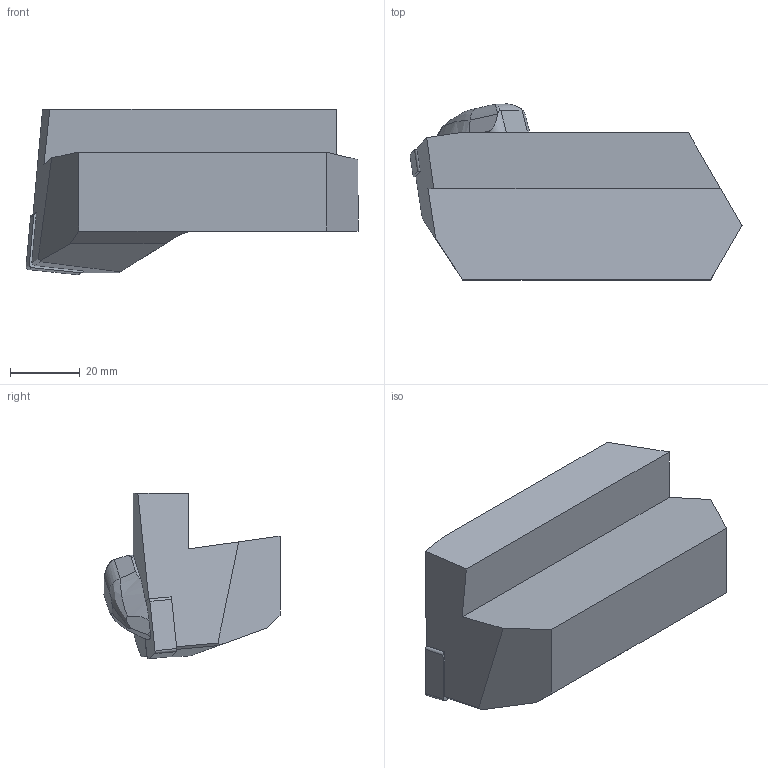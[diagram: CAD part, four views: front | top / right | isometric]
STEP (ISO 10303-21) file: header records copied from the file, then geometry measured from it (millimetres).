
FILE_DESCRIPTION(/* description */ (''),/* implementation_level */ '2;1');
FILE_NAME(/* name */ '1550153401596.stp',/* time_stamp */ '2019-02-14T15:10:18+01:00',/* author */ (''),/* organization */ ('SMS'),/* preprocessor_version */ 'ST-DEVELOPER v15',/* originating_system */ 'SIEMENS PLM Software NX 8.5',/* authorisation */ '');
FILE_SCHEMA (('AUTOMOTIVE_DESIGN { 1 0 10303 214 3 1 1 1 }'));
Length unit declared in the file: millimetre
Products named in the file (4): ASSEMBLY_CONSTRUCTION; IsoTurningInsert; 201026074mod000_00; 201026081mod000_01
Assembly tree (3 placements, depth 2):
  201026081mod000_01
    201026074mod000_00
    IsoTurningInsert
    ASSEMBLY_CONSTRUCTION
Bounding box: 95.4 x 50.58 x 47.56 mm (x, y, z)
Volume: 103061.5 mm3; surface area: 17347.7 mm2
Topology: 2 solids, 2 shells, 59 faces, 168 edges, 118 vertices
Faces by surface type: plane 39, cylinder 13, bspline 7
Full cylindrical faces by diameter (mm): 6.35 x2
Entity records: 2487 total; most frequent: CARTESIAN_POINT 881, ORIENTED_EDGE 328, DIRECTION 273, EDGE_CURVE 164, VERTEX_POINT 110, LINE 97, VECTOR 97, AXIS2_PLACEMENT_3D 88
